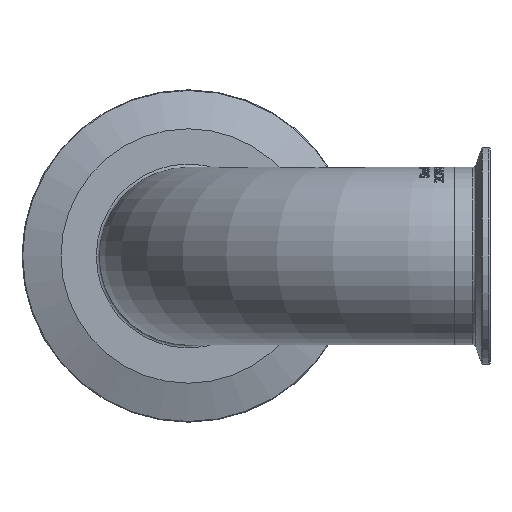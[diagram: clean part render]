
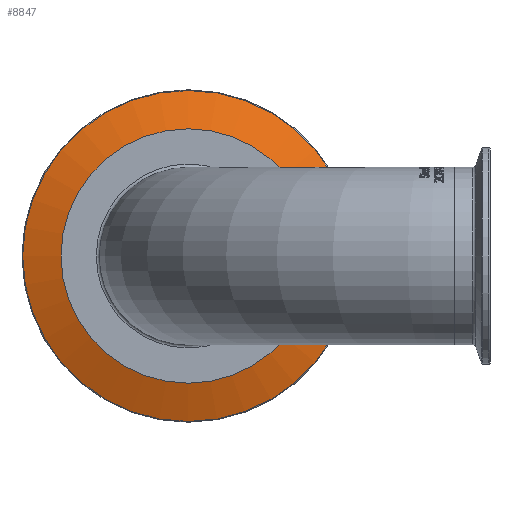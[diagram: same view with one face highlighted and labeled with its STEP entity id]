
A CAD part, left-side view. The second image highlights one B-rep face of the part: STEP entity #8847.
In plain terms, the highlighted conical face has half-angle 70 degrees and reference radius 52.483 mm.
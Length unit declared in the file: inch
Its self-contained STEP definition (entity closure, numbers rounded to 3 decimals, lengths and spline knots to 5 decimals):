
#18=CONICAL_SURFACE('',#9245,2.06625,1.222);
#115=CIRCLE('',#9235,1.7915);
#116=CIRCLE('',#9236,1.7915);
#117=CIRCLE('',#9238,2.33113);
#118=CIRCLE('',#9239,2.33113);
#123=CIRCLE('',#9244,2.33113);
#822=LINE('',#20151,#1242);
#1242=VECTOR('',#10433,2.06625);
#1928=FACE_OUTER_BOUND('',#2462,.T.);
#2462=EDGE_LOOP('',(#8193,#8194,#8195,#8196,#8197,#8198,#8199));
#4179=VERTEX_POINT('',#20132);
#4180=VERTEX_POINT('',#20133);
#4181=VERTEX_POINT('',#20137);
#4182=VERTEX_POINT('',#20138);
#4183=VERTEX_POINT('',#20140);
#5523=EDGE_CURVE('',#4179,#4180,#115,.T.);
#5524=EDGE_CURVE('',#4180,#4179,#116,.T.);
#5525=EDGE_CURVE('',#4181,#4182,#117,.T.);
#5526=EDGE_CURVE('',#4182,#4183,#118,.T.);
#5531=EDGE_CURVE('',#4183,#4181,#123,.T.);
#5532=EDGE_CURVE('',#4180,#4182,#822,.T.);
#8193=ORIENTED_EDGE('',*,*,#5523,.F.);
#8194=ORIENTED_EDGE('',*,*,#5524,.F.);
#8195=ORIENTED_EDGE('',*,*,#5532,.T.);
#8196=ORIENTED_EDGE('',*,*,#5525,.F.);
#8197=ORIENTED_EDGE('',*,*,#5531,.F.);
#8198=ORIENTED_EDGE('',*,*,#5526,.F.);
#8199=ORIENTED_EDGE('',*,*,#5532,.F.);
#8847=ADVANCED_FACE('',(#1928),#18,.T.);
#9235=AXIS2_PLACEMENT_3D('',#20134,#10411,#10412);
#9236=AXIS2_PLACEMENT_3D('',#20135,#10413,#10414);
#9238=AXIS2_PLACEMENT_3D('',#20139,#10417,#10418);
#9239=AXIS2_PLACEMENT_3D('',#20141,#10419,#10420);
#9244=AXIS2_PLACEMENT_3D('',#20149,#10429,#10430);
#9245=AXIS2_PLACEMENT_3D('',#20150,#10431,#10432);
#10411=DIRECTION('center_axis',(-1.,0.,0.));
#10412=DIRECTION('ref_axis',(0.,1.,0.));
#10413=DIRECTION('center_axis',(-1.,0.,0.));
#10414=DIRECTION('ref_axis',(0.,1.,0.));
#10417=DIRECTION('center_axis',(1.,0.,0.));
#10418=DIRECTION('ref_axis',(0.,-1.,0.));
#10419=DIRECTION('center_axis',(1.,0.,0.));
#10420=DIRECTION('ref_axis',(0.,-1.,0.));
#10429=DIRECTION('center_axis',(1.,0.,0.));
#10430=DIRECTION('ref_axis',(0.,-1.,0.));
#10431=DIRECTION('center_axis',(1.,0.,0.));
#10432=DIRECTION('ref_axis',(0.,1.,0.));
#10433=DIRECTION('',(0.342,-0.94,0.));
#20132=CARTESIAN_POINT('',(4.063,5.5415,0.));
#20133=CARTESIAN_POINT('',(4.063,1.9585,0.));
#20134=CARTESIAN_POINT('Origin',(4.063,3.75,0.));
#20135=CARTESIAN_POINT('Origin',(4.063,3.75,0.));
#20137=CARTESIAN_POINT('',(4.25941,6.08113,0.));
#20138=CARTESIAN_POINT('',(4.25941,1.41887,0.));
#20139=CARTESIAN_POINT('Origin',(4.25941,3.75,0.));
#20140=CARTESIAN_POINT('',(4.25941,3.75,-2.33113));
#20141=CARTESIAN_POINT('Origin',(4.25941,3.75,0.));
#20149=CARTESIAN_POINT('Origin',(4.25941,3.75,0.));
#20150=CARTESIAN_POINT('Origin',(4.163,3.75,0.));
#20151=CARTESIAN_POINT('',(4.163,1.68375,0.));
